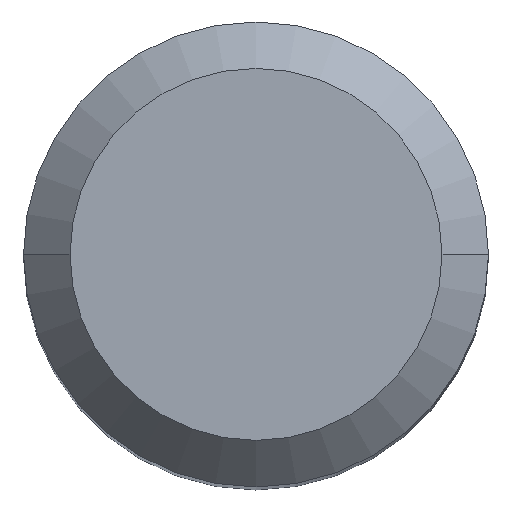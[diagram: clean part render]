
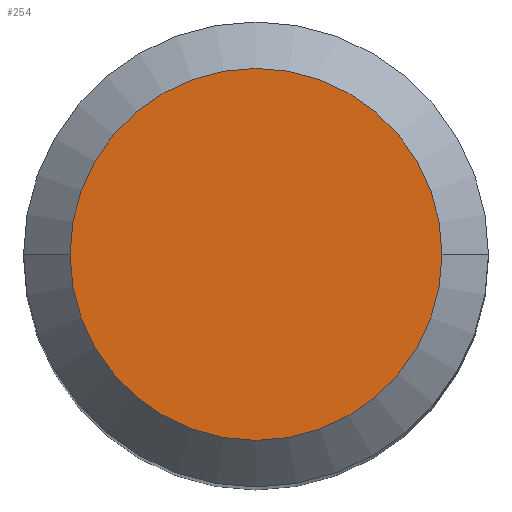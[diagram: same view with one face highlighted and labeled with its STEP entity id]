
A CAD part, top view. The second image highlights one B-rep face of the part: STEP entity #254.
In plain terms, the highlighted planar face has unit normal (0, 0, 1).
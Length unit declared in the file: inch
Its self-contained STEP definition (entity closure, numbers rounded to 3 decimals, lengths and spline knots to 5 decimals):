
#29 = EDGE_CURVE ( 'NONE', #276, #168, #309, .T. ) ;
#50 = CARTESIAN_POINT ( 'NONE',  ( 0., 0., 0. ) ) ;
#83 = FACE_OUTER_BOUND ( 'NONE', #235, .T. ) ;
#118 = AXIS2_PLACEMENT_3D ( 'NONE', #143, #285, #408 ) ;
#122 = CARTESIAN_POINT ( 'NONE',  ( 0.18896, 0., 0. ) ) ;
#143 = CARTESIAN_POINT ( 'NONE',  ( 0., 0., 0. ) ) ;
#154 = CARTESIAN_POINT ( 'NONE',  ( 0., 0., 0. ) ) ;
#168 = VERTEX_POINT ( 'NONE', #122 ) ;
#190 = DIRECTION ( 'NONE',  ( 0., 0., 1. ) ) ;
#194 = DIRECTION ( 'NONE',  ( 0., 0., -1. ) ) ;
#208 = AXIS2_PLACEMENT_3D ( 'NONE', #154, #194, #458 ) ;
#222 = AXIS2_PLACEMENT_3D ( 'NONE', #50, #190, #344 ) ;
#235 = EDGE_LOOP ( 'NONE', ( #347, #333 ) ) ;
#254 = ADVANCED_FACE ( 'NONE', ( #83 ), #339, .F. ) ;
#276 = VERTEX_POINT ( 'NONE', #381 ) ;
#281 = EDGE_CURVE ( 'NONE', #168, #276, #468, .T. ) ;
#285 = DIRECTION ( 'NONE',  ( 0., 0., 1. ) ) ;
#309 = CIRCLE ( 'NONE', #118, 0.18896 ) ;
#333 = ORIENTED_EDGE ( 'NONE', *, *, #281, .T. ) ;
#339 = PLANE ( 'NONE',  #208 ) ;
#344 = DIRECTION ( 'NONE',  ( 1., 0., 0. ) ) ;
#347 = ORIENTED_EDGE ( 'NONE', *, *, #29, .T. ) ;
#381 = CARTESIAN_POINT ( 'NONE',  ( -0.18896, 0., 0. ) ) ;
#408 = DIRECTION ( 'NONE',  ( 1., 0., 0. ) ) ;
#458 = DIRECTION ( 'NONE',  ( -1., 0., 0. ) ) ;
#468 = CIRCLE ( 'NONE', #222, 0.18896 ) ;
